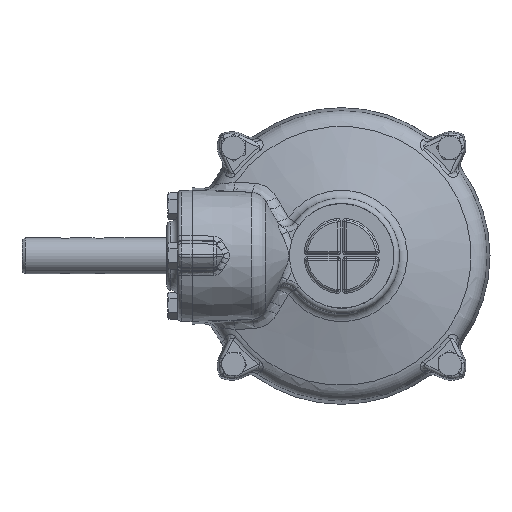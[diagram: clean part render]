
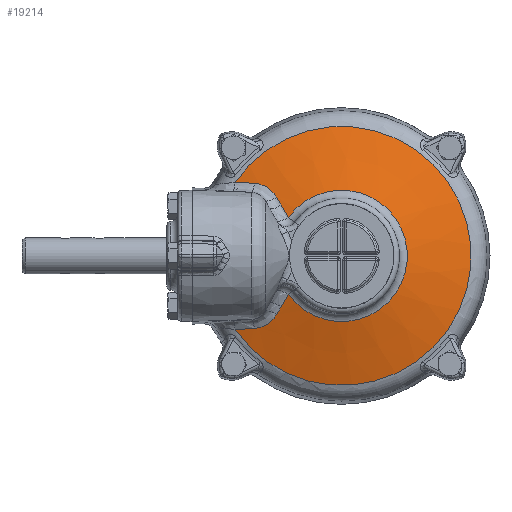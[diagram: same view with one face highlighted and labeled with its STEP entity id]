
A CAD part, top view. The second image highlights one B-rep face of the part: STEP entity #19214.
In plain terms, the highlighted conical face has half-angle 74.208 degrees and reference radius 0 mm.
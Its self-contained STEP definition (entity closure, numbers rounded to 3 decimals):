
#547=CONICAL_SURFACE('',#20717,0.,1.295);
#1404=CIRCLE('',#20718,36.472);
#1405=CIRCLE('',#20719,71.903);
#2154=B_SPLINE_CURVE_WITH_KNOTS('',3,(#37705,#37706,#37707,#37708,#37709,
#37710,#37711),.UNSPECIFIED.,.F.,.F.,(4,1,1,1,4),(0.,0.004,
0.008,0.012,0.016),
 .UNSPECIFIED.);
#2155=B_SPLINE_CURVE_WITH_KNOTS('',3,(#37714,#37715,#37716,#37717),
 .UNSPECIFIED.,.F.,.F.,(4,4),(0.,1.),.UNSPECIFIED.);
#2156=B_SPLINE_CURVE_WITH_KNOTS('',3,(#37719,#37720,#37721,#37722),
 .UNSPECIFIED.,.F.,.F.,(4,4),(0.,0.008),.UNSPECIFIED.);
#2157=B_SPLINE_CURVE_WITH_KNOTS('',3,(#37726,#37727,#37728,#37729),
 .UNSPECIFIED.,.F.,.F.,(4,4),(0.,0.008),.UNSPECIFIED.);
#2158=B_SPLINE_CURVE_WITH_KNOTS('',3,(#37731,#37732,#37733,#37734),
 .UNSPECIFIED.,.F.,.F.,(4,4),(0.,1.),.UNSPECIFIED.);
#2159=B_SPLINE_CURVE_WITH_KNOTS('',3,(#37736,#37737,#37738,#37739,#37740,
#37741,#37742,#37743),.UNSPECIFIED.,.F.,.F.,(4,1,1,1,1,4),(0.,0.004,
0.008,0.01,0.012,0.016),
 .UNSPECIFIED.);
#2160=B_SPLINE_CURVE_WITH_KNOTS('',3,(#37745,#37746,#37747,#37748),
 .UNSPECIFIED.,.F.,.F.,(4,4),(0.,0.011),.UNSPECIFIED.);
#2161=B_SPLINE_CURVE_WITH_KNOTS('',3,(#37752,#37753,#37754,#37755),
 .UNSPECIFIED.,.F.,.F.,(4,4),(0.,0.011),.UNSPECIFIED.);
#4929=ORIENTED_EDGE('',*,*,#7526,.T.);
#4930=ORIENTED_EDGE('',*,*,#7527,.T.);
#4931=ORIENTED_EDGE('',*,*,#7528,.T.);
#4932=ORIENTED_EDGE('',*,*,#7529,.T.);
#4933=ORIENTED_EDGE('',*,*,#7530,.T.);
#4934=ORIENTED_EDGE('',*,*,#7531,.T.);
#4935=ORIENTED_EDGE('',*,*,#7532,.T.);
#4936=ORIENTED_EDGE('',*,*,#7533,.T.);
#4937=ORIENTED_EDGE('',*,*,#7534,.T.);
#4938=ORIENTED_EDGE('',*,*,#7535,.T.);
#7526=EDGE_CURVE('',#8987,#8988,#2154,.T.);
#7527=EDGE_CURVE('',#8988,#8989,#2155,.T.);
#7528=EDGE_CURVE('',#8989,#8990,#2156,.T.);
#7529=EDGE_CURVE('',#8990,#8991,#1404,.T.);
#7530=EDGE_CURVE('',#8991,#8992,#2157,.T.);
#7531=EDGE_CURVE('',#8992,#8993,#2158,.T.);
#7532=EDGE_CURVE('',#8993,#8994,#2159,.T.);
#7533=EDGE_CURVE('',#8994,#8995,#2160,.T.);
#7534=EDGE_CURVE('',#8995,#8996,#1405,.T.);
#7535=EDGE_CURVE('',#8996,#8987,#2161,.T.);
#8987=VERTEX_POINT('',#37712);
#8988=VERTEX_POINT('',#37713);
#8989=VERTEX_POINT('',#37718);
#8990=VERTEX_POINT('',#37723);
#8991=VERTEX_POINT('',#37725);
#8992=VERTEX_POINT('',#37730);
#8993=VERTEX_POINT('',#37735);
#8994=VERTEX_POINT('',#37744);
#8995=VERTEX_POINT('',#37749);
#8996=VERTEX_POINT('',#37751);
#10875=EDGE_LOOP('',(#4929,#4930,#4931,#4932,#4933,#4934,#4935,#4936,#4937,
#4938));
#12084=FACE_BOUND('',#10875,.T.);
#19214=ADVANCED_FACE('',(#12084),#547,.T.);
#20717=AXIS2_PLACEMENT_3D('',#37704,#23896,#23897);
#20718=AXIS2_PLACEMENT_3D('',#37724,#23898,#23899);
#20719=AXIS2_PLACEMENT_3D('',#37750,#23900,#23901);
#23896=DIRECTION('',(0.,0.,-1.));
#23897=DIRECTION('',(-1.,0.,0.));
#23898=DIRECTION('',(0.,0.,-1.));
#23899=DIRECTION('',(-1.,0.,0.));
#23900=DIRECTION('',(0.,0.,1.));
#23901=DIRECTION('',(1.,0.,0.));
#37704=CARTESIAN_POINT('',(0.,0.,78.151));
#37705=CARTESIAN_POINT('',(-48.52,40.305,60.311));
#37706=CARTESIAN_POINT('',(-47.23,40.234,60.605));
#37707=CARTESIAN_POINT('',(-44.73,39.764,61.226));
#37708=CARTESIAN_POINT('',(-41.243,38.146,62.262));
#37709=CARTESIAN_POINT('',(-38.274,35.734,63.341));
#37710=CARTESIAN_POINT('',(-36.742,33.72,64.047));
#37711=CARTESIAN_POINT('',(-36.098,32.615,64.391));
#37712=CARTESIAN_POINT('',(-48.52,40.305,60.311));
#37713=CARTESIAN_POINT('',(-36.098,32.615,64.391));
#37714=CARTESIAN_POINT('',(-36.098,32.615,64.391));
#37715=CARTESIAN_POINT('',(-35.247,31.157,64.847));
#37716=CARTESIAN_POINT('',(-34.394,29.7,65.3));
#37717=CARTESIAN_POINT('',(-33.54,28.244,65.749));
#37718=CARTESIAN_POINT('',(-33.54,28.244,65.749));
#37719=CARTESIAN_POINT('',(-33.54,28.244,65.749));
#37720=CARTESIAN_POINT('',(-32.202,25.961,66.455));
#37721=CARTESIAN_POINT('',(-30.87,23.672,67.153));
#37722=CARTESIAN_POINT('',(-29.556,21.369,67.836));
#37723=CARTESIAN_POINT('',(-29.556,21.369,67.836));
#37724=CARTESIAN_POINT('',(0.,0.,67.836));
#37725=CARTESIAN_POINT('',(-29.556,-21.369,67.836));
#37726=CARTESIAN_POINT('',(-29.556,-21.369,67.836));
#37727=CARTESIAN_POINT('',(-30.87,-23.672,67.153));
#37728=CARTESIAN_POINT('',(-32.202,-25.961,66.455));
#37729=CARTESIAN_POINT('',(-33.54,-28.244,65.749));
#37730=CARTESIAN_POINT('',(-33.54,-28.244,65.749));
#37731=CARTESIAN_POINT('',(-33.54,-28.244,65.749));
#37732=CARTESIAN_POINT('',(-34.394,-29.7,65.3));
#37733=CARTESIAN_POINT('',(-35.247,-31.157,64.847));
#37734=CARTESIAN_POINT('',(-36.098,-32.615,64.391));
#37735=CARTESIAN_POINT('',(-36.098,-32.615,64.391));
#37736=CARTESIAN_POINT('',(-36.098,-32.615,64.391));
#37737=CARTESIAN_POINT('',(-36.742,-33.72,64.047));
#37738=CARTESIAN_POINT('',(-38.264,-35.726,63.345));
#37739=CARTESIAN_POINT('',(-40.754,-37.745,62.441));
#37740=CARTESIAN_POINT('',(-42.963,-38.945,61.751));
#37741=CARTESIAN_POINT('',(-45.353,-39.882,61.071));
#37742=CARTESIAN_POINT('',(-47.23,-40.234,60.605));
#37743=CARTESIAN_POINT('',(-48.52,-40.305,60.311));
#37744=CARTESIAN_POINT('',(-48.52,-40.305,60.311));
#37745=CARTESIAN_POINT('',(-48.52,-40.305,60.311));
#37746=CARTESIAN_POINT('',(-52.069,-40.5,59.504));
#37747=CARTESIAN_POINT('',(-55.612,-40.692,58.668));
#37748=CARTESIAN_POINT('',(-59.15,-40.881,57.815));
#37749=CARTESIAN_POINT('',(-59.15,-40.881,57.815));
#37750=CARTESIAN_POINT('',(0.,0.,57.815));
#37751=CARTESIAN_POINT('',(-59.15,40.881,57.815));
#37752=CARTESIAN_POINT('',(-59.15,40.881,57.815));
#37753=CARTESIAN_POINT('',(-55.612,40.692,58.668));
#37754=CARTESIAN_POINT('',(-52.069,40.5,59.504));
#37755=CARTESIAN_POINT('',(-48.52,40.305,60.311));
